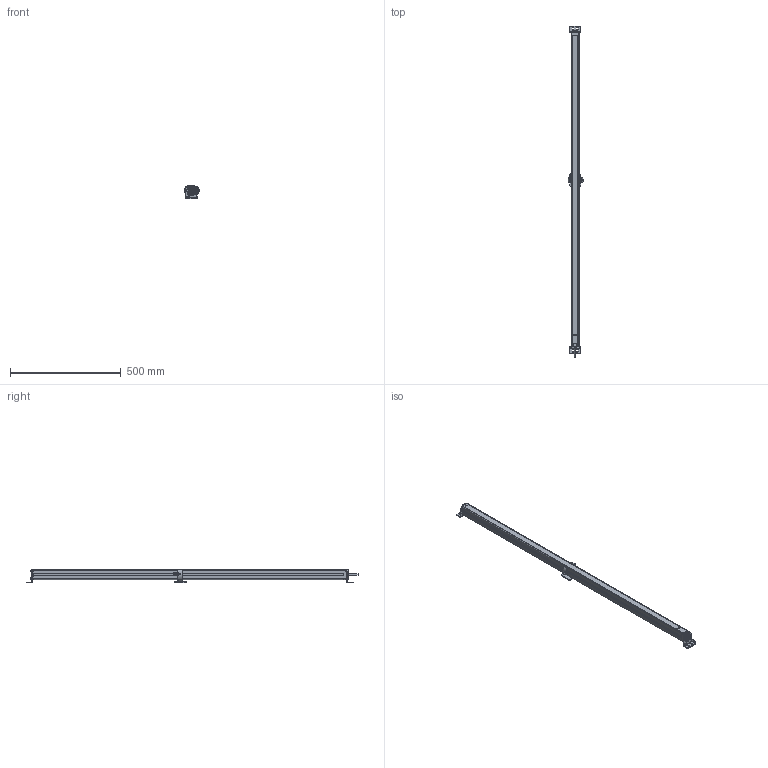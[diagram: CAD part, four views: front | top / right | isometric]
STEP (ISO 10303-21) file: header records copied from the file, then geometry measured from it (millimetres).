
FILE_DESCRIPTION((''),'2;1');
FILE_NAME('139557_SM01_ASM','2024-05-09T13:17:50',('banengservice'),('BANNER ENGINEERING'),'CREO PARAMETRIC BY PTC INC, 2022414','CREO PARAMETRIC BY PTC INC, 2022414','');
FILE_SCHEMA(('CONFIG_CONTROL_DESIGN'));
Length unit declared in the file: millimetre
Products named in the file (8): 139557_EP01; 114483; 114482; 58892; 60139; 71756_ASM; 111087; 139557_SM01_ASM
Assembly tree (15 placements, depth 3):
  139557_SM01_ASM
    139557_EP01
    71756_ASM
      114483
      114482
      58892  x3
      60139  x2
    111087  x2
    58892  x4
Bounding box: 68.64 x 1499 x 63 mm (x, y, z)
Volume: 2158451.2 mm3; surface area: 303908 mm2
Topology: 14 solids, 19 shells, 2006 faces, 5476 edges, 3528 vertices
Faces by surface type: plane 1082, cylinder 733, bspline 86, torus 50, sphere 24, cone 23, extrusion 8
Entity records: 48169 total; most frequent: CARTESIAN_POINT 13587, ORIENTED_EDGE 7278, DIRECTION 7210, EDGE_CURVE 3647, AXIS2_PLACEMENT_3D 2508, VERTEX_POINT 2334, VECTOR 2194, LINE 2186
